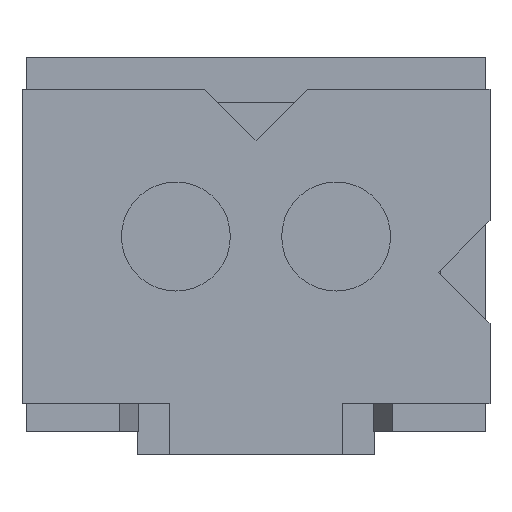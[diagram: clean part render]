
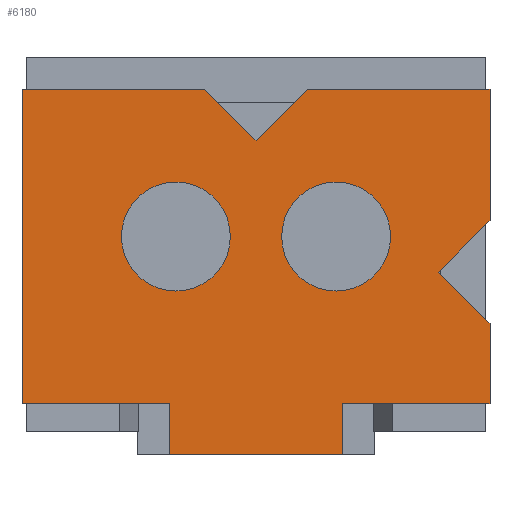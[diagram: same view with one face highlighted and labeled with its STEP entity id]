
A CAD part, front view. The second image highlights one B-rep face of the part: STEP entity #6180.
In plain terms, the highlighted face is planar.
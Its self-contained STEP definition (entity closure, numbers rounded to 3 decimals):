
#323 = EDGE_CURVE ( 'NONE', #6859, #6651, #1786, .T. ) ;
#350 = CARTESIAN_POINT ( 'NONE',  ( -2.85, 7.75, 2.05 ) ) ;
#355 = DIRECTION ( 'NONE',  ( 0.707, 0., -0.707 ) ) ;
#392 = CARTESIAN_POINT ( 'NONE',  ( -3.65, 7.75, 2.05 ) ) ;
#422 = CARTESIAN_POINT ( 'NONE',  ( -1.25, 7.75, -1.405 ) ) ;
#497 = ORIENTED_EDGE ( 'NONE', *, *, #5851, .F. ) ;
#748 = ORIENTED_EDGE ( 'NONE', *, *, #1666, .T. ) ;
#830 = VERTEX_POINT ( 'NONE', #979 ) ;
#979 = CARTESIAN_POINT ( 'NONE',  ( -1.25, 7.75, 0.295 ) ) ;
#982 = CARTESIAN_POINT ( 'NONE',  ( 1.35, 7.75, 2.85 ) ) ;
#1173 = VECTOR ( 'NONE', #7496, 1000. ) ;
#1216 = DIRECTION ( 'NONE',  ( 0., 1., 0. ) ) ;
#1304 = EDGE_LOOP ( 'NONE', ( #497, #6621 ) ) ;
#1495 = CARTESIAN_POINT ( 'NONE',  ( 1.35, 7.75, 2.05 ) ) ;
#1666 = EDGE_CURVE ( 'NONE', #3436, #6204, #7907, .T. ) ;
#1681 = DIRECTION ( 'NONE',  ( -1., 0., 0. ) ) ;
#1743 = ORIENTED_EDGE ( 'NONE', *, *, #3201, .F. ) ;
#1749 = EDGE_CURVE ( 'NONE', #2827, #6228, #5054, .T. ) ;
#1772 = LINE ( 'NONE', #10334, #6612 ) ;
#1785 = DIRECTION ( 'NONE',  ( -0.707, 0., 0.707 ) ) ;
#1786 = CIRCLE ( 'NONE', #7958, 0.85 ) ;
#1796 = CARTESIAN_POINT ( 'NONE',  ( -0.8, 7.75, -2.85 ) ) ;
#1870 = DIRECTION ( 'NONE',  ( 0.707, 0., 0.707 ) ) ;
#2007 = EDGE_CURVE ( 'NONE', #2360, #6228, #6026, .T. ) ;
#2217 = CARTESIAN_POINT ( 'NONE',  ( -1.35, 7.75, 2.85 ) ) ;
#2224 = VERTEX_POINT ( 'NONE', #6569 ) ;
#2267 = DIRECTION ( 'NONE',  ( 0., 0., -1. ) ) ;
#2360 = VERTEX_POINT ( 'NONE', #5717 ) ;
#2443 = VERTEX_POINT ( 'NONE', #1796 ) ;
#2491 = VECTOR ( 'NONE', #1785, 1000. ) ;
#2540 = FACE_BOUND ( 'NONE', #2884, .T. ) ;
#2603 = EDGE_CURVE ( 'NONE', #9658, #4868, #8561, .T. ) ;
#2645 = FACE_BOUND ( 'NONE', #1304, .T. ) ;
#2679 = VECTOR ( 'NONE', #8931, 1000. ) ;
#2699 = DIRECTION ( 'NONE',  ( 0., 0., 1. ) ) ;
#2731 = EDGE_CURVE ( 'NONE', #830, #7402, #6452, .T. ) ;
#2824 = ORIENTED_EDGE ( 'NONE', *, *, #2603, .T. ) ;
#2827 = VERTEX_POINT ( 'NONE', #9044 ) ;
#2859 = CARTESIAN_POINT ( 'NONE',  ( 0., 7.75, -2.05 ) ) ;
#2873 = EDGE_CURVE ( 'NONE', #6204, #3616, #4165, .T. ) ;
#2884 = EDGE_LOOP ( 'NONE', ( #6010, #8956 ) ) ;
#2908 = VERTEX_POINT ( 'NONE', #10759 ) ;
#2961 = ORIENTED_EDGE ( 'NONE', *, *, #6996, .F. ) ;
#2995 = LINE ( 'NONE', #5503, #2679 ) ;
#3008 = ORIENTED_EDGE ( 'NONE', *, *, #1749, .T. ) ;
#3035 = AXIS2_PLACEMENT_3D ( 'NONE', #5778, #9258, #9139 ) ;
#3187 = ORIENTED_EDGE ( 'NONE', *, *, #6666, .F. ) ;
#3201 = EDGE_CURVE ( 'NONE', #2908, #5224, #4318, .T. ) ;
#3222 = CIRCLE ( 'NONE', #4460, 0.85 ) ;
#3398 = ORIENTED_EDGE ( 'NONE', *, *, #2873, .T. ) ;
#3436 = VERTEX_POINT ( 'NONE', #1495 ) ;
#3461 = DIRECTION ( 'NONE',  ( 0., 0., 1. ) ) ;
#3522 = DIRECTION ( 'NONE',  ( 0., 1., 0. ) ) ;
#3566 = CARTESIAN_POINT ( 'NONE',  ( -2.85, 7.75, 2.05 ) ) ;
#3616 = VERTEX_POINT ( 'NONE', #8209 ) ;
#3772 = VECTOR ( 'NONE', #6878, 1000. ) ;
#3852 = LINE ( 'NONE', #5584, #6439 ) ;
#3935 = CARTESIAN_POINT ( 'NONE',  ( -1.35, 7.75, 2.05 ) ) ;
#4165 = LINE ( 'NONE', #5895, #1173 ) ;
#4205 = DIRECTION ( 'NONE',  ( -1., 0., 0. ) ) ;
#4255 = CARTESIAN_POINT ( 'NONE',  ( 3.65, 7.75, -0.8 ) ) ;
#4318 = LINE ( 'NONE', #4255, #2491 ) ;
#4330 = CARTESIAN_POINT ( 'NONE',  ( -1.35, 7.75, 2.85 ) ) ;
#4347 = VECTOR ( 'NONE', #1681, 1000. ) ;
#4460 = AXIS2_PLACEMENT_3D ( 'NONE', #7160, #7326, #10590 ) ;
#4571 = VERTEX_POINT ( 'NONE', #982 ) ;
#4868 = VERTEX_POINT ( 'NONE', #3935 ) ;
#4893 = VECTOR ( 'NONE', #2267, 1000. ) ;
#4903 = EDGE_CURVE ( 'NONE', #5182, #9658, #2995, .T. ) ;
#4914 = VECTOR ( 'NONE', #1870, 1000. ) ;
#5045 = EDGE_CURVE ( 'NONE', #6651, #6859, #6933, .T. ) ;
#5054 = LINE ( 'NONE', #8420, #5342 ) ;
#5166 = VECTOR ( 'NONE', #355, 1000. ) ;
#5182 = VERTEX_POINT ( 'NONE', #7484 ) ;
#5211 = FACE_OUTER_BOUND ( 'NONE', #7623, .T. ) ;
#5224 = VERTEX_POINT ( 'NONE', #9134 ) ;
#5342 = VECTOR ( 'NONE', #4205, 1000. ) ;
#5503 = CARTESIAN_POINT ( 'NONE',  ( -3.65, 7.75, -2.85 ) ) ;
#5531 = ORIENTED_EDGE ( 'NONE', *, *, #4903, .T. ) ;
#5584 = CARTESIAN_POINT ( 'NONE',  ( 3.65, 7.75, -2.85 ) ) ;
#5717 = CARTESIAN_POINT ( 'NONE',  ( 0., 7.75, -2.05 ) ) ;
#5758 = LINE ( 'NONE', #6426, #7915 ) ;
#5778 = CARTESIAN_POINT ( 'NONE',  ( 1.25, 7.75, -0.555 ) ) ;
#5851 = EDGE_CURVE ( 'NONE', #7402, #830, #3222, .T. ) ;
#5895 = CARTESIAN_POINT ( 'NONE',  ( 3.65, 7.75, -2.85 ) ) ;
#6010 = ORIENTED_EDGE ( 'NONE', *, *, #5045, .F. ) ;
#6018 = DIRECTION ( 'NONE',  ( 0., 0., -1. ) ) ;
#6026 = LINE ( 'NONE', #2859, #5166 ) ;
#6180 = ADVANCED_FACE ( 'NONE', ( #2540, #2645, #5211 ), #8409, .T. ) ;
#6189 = CARTESIAN_POINT ( 'NONE',  ( 1.25, 7.75, -0.555 ) ) ;
#6204 = VERTEX_POINT ( 'NONE', #10062 ) ;
#6228 = VERTEX_POINT ( 'NONE', #8578 ) ;
#6398 = VECTOR ( 'NONE', #10440, 1000. ) ;
#6426 = CARTESIAN_POINT ( 'NONE',  ( -0.8, 7.75, -2.85 ) ) ;
#6439 = VECTOR ( 'NONE', #8958, 1000. ) ;
#6452 = CIRCLE ( 'NONE', #9284, 0.85 ) ;
#6569 = CARTESIAN_POINT ( 'NONE',  ( -1.35, 7.75, 2.85 ) ) ;
#6593 = AXIS2_PLACEMENT_3D ( 'NONE', #10120, #9293, #6917 ) ;
#6612 = VECTOR ( 'NONE', #6018, 1000. ) ;
#6621 = ORIENTED_EDGE ( 'NONE', *, *, #2731, .F. ) ;
#6642 = CARTESIAN_POINT ( 'NONE',  ( 1.25, 7.75, 0.295 ) ) ;
#6643 = ORIENTED_EDGE ( 'NONE', *, *, #9373, .T. ) ;
#6651 = VERTEX_POINT ( 'NONE', #9441 ) ;
#6664 = EDGE_CURVE ( 'NONE', #2224, #4868, #7407, .T. ) ;
#6666 = EDGE_CURVE ( 'NONE', #2443, #2360, #5758, .T. ) ;
#6859 = VERTEX_POINT ( 'NONE', #6642 ) ;
#6878 = DIRECTION ( 'NONE',  ( -1., 0., 0. ) ) ;
#6917 = DIRECTION ( 'NONE',  ( 0., 0., 1. ) ) ;
#6933 = CIRCLE ( 'NONE', #3035, 0.85 ) ;
#6996 = EDGE_CURVE ( 'NONE', #5224, #3616, #8657, .T. ) ;
#7055 = DIRECTION ( 'NONE',  ( 1., 0., 0. ) ) ;
#7160 = CARTESIAN_POINT ( 'NONE',  ( -1.25, 7.75, -0.555 ) ) ;
#7326 = DIRECTION ( 'NONE',  ( 0., 1., 0. ) ) ;
#7402 = VERTEX_POINT ( 'NONE', #422 ) ;
#7407 = LINE ( 'NONE', #2217, #4893 ) ;
#7484 = CARTESIAN_POINT ( 'NONE',  ( -3.65, 7.75, -2.85 ) ) ;
#7496 = DIRECTION ( 'NONE',  ( 0., 0., -1. ) ) ;
#7623 = EDGE_LOOP ( 'NONE', ( #10024, #3187, #8053, #5531, #2824, #9822, #9275, #7784, #748, #3398, #2961, #1743, #6643, #3008 ) ) ;
#7671 = CARTESIAN_POINT ( 'NONE',  ( 2.85, 7.75, 0. ) ) ;
#7784 = ORIENTED_EDGE ( 'NONE', *, *, #9491, .T. ) ;
#7907 = LINE ( 'NONE', #350, #6398 ) ;
#7915 = VECTOR ( 'NONE', #9781, 1000. ) ;
#7958 = AXIS2_PLACEMENT_3D ( 'NONE', #6189, #3522, #2699 ) ;
#8053 = ORIENTED_EDGE ( 'NONE', *, *, #10839, .T. ) ;
#8209 = CARTESIAN_POINT ( 'NONE',  ( 3.65, 7.75, 0.8 ) ) ;
#8409 = PLANE ( 'NONE',  #6593 ) ;
#8420 = CARTESIAN_POINT ( 'NONE',  ( -3.65, 7.75, -2.85 ) ) ;
#8561 = LINE ( 'NONE', #3566, #10878 ) ;
#8578 = CARTESIAN_POINT ( 'NONE',  ( 0.8, 7.75, -2.85 ) ) ;
#8585 = LINE ( 'NONE', #9248, #4347 ) ;
#8593 = LINE ( 'NONE', #4330, #3772 ) ;
#8657 = LINE ( 'NONE', #7671, #4914 ) ;
#8723 = CARTESIAN_POINT ( 'NONE',  ( -1.25, 7.75, -0.555 ) ) ;
#8931 = DIRECTION ( 'NONE',  ( 0., 0., 1. ) ) ;
#8956 = ORIENTED_EDGE ( 'NONE', *, *, #323, .F. ) ;
#8958 = DIRECTION ( 'NONE',  ( 0., 0., -1. ) ) ;
#9044 = CARTESIAN_POINT ( 'NONE',  ( 3.65, 7.75, -2.85 ) ) ;
#9134 = CARTESIAN_POINT ( 'NONE',  ( 2.85, 7.75, 0. ) ) ;
#9139 = DIRECTION ( 'NONE',  ( 0., 0., 1. ) ) ;
#9248 = CARTESIAN_POINT ( 'NONE',  ( -3.65, 7.75, -2.85 ) ) ;
#9258 = DIRECTION ( 'NONE',  ( 0., 1., 0. ) ) ;
#9275 = ORIENTED_EDGE ( 'NONE', *, *, #9697, .F. ) ;
#9284 = AXIS2_PLACEMENT_3D ( 'NONE', #8723, #1216, #3461 ) ;
#9293 = DIRECTION ( 'NONE',  ( 0., 1., 0. ) ) ;
#9373 = EDGE_CURVE ( 'NONE', #2908, #2827, #3852, .T. ) ;
#9441 = CARTESIAN_POINT ( 'NONE',  ( 1.25, 7.75, -1.405 ) ) ;
#9491 = EDGE_CURVE ( 'NONE', #4571, #3436, #1772, .T. ) ;
#9658 = VERTEX_POINT ( 'NONE', #392 ) ;
#9697 = EDGE_CURVE ( 'NONE', #4571, #2224, #8593, .T. ) ;
#9781 = DIRECTION ( 'NONE',  ( 0.707, 0., 0.707 ) ) ;
#9822 = ORIENTED_EDGE ( 'NONE', *, *, #6664, .F. ) ;
#10024 = ORIENTED_EDGE ( 'NONE', *, *, #2007, .F. ) ;
#10062 = CARTESIAN_POINT ( 'NONE',  ( 3.65, 7.75, 2.05 ) ) ;
#10120 = CARTESIAN_POINT ( 'NONE',  ( 0., 7.75, 0. ) ) ;
#10334 = CARTESIAN_POINT ( 'NONE',  ( 1.35, 7.75, 2.85 ) ) ;
#10440 = DIRECTION ( 'NONE',  ( 1., 0., 0. ) ) ;
#10590 = DIRECTION ( 'NONE',  ( 0., 0., 1. ) ) ;
#10759 = CARTESIAN_POINT ( 'NONE',  ( 3.65, 7.75, -0.8 ) ) ;
#10839 = EDGE_CURVE ( 'NONE', #2443, #5182, #8585, .T. ) ;
#10878 = VECTOR ( 'NONE', #7055, 1000. ) ;
